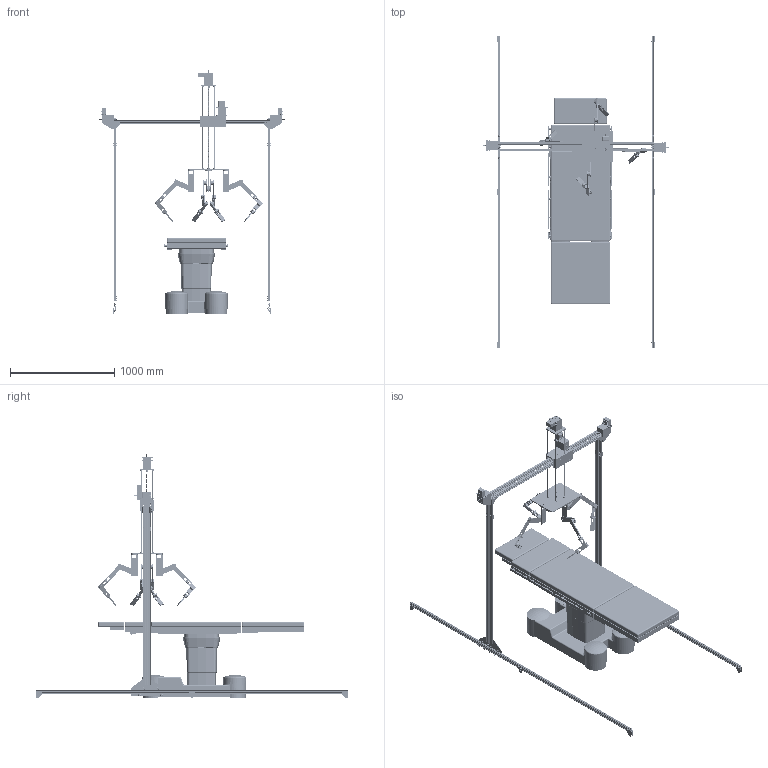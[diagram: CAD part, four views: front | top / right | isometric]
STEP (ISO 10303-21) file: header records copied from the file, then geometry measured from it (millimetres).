
FILE_DESCRIPTION( ( '' ), ' ' );
FILE_NAME( '5ad8bed94fc3fc0fc52cdf4c.step', '2018-04-19T16:07:56', ( '' ), ( '' ), ' ', ' ', ' ' );
FILE_SCHEMA( ( 'AUTOMOTIVE_DESIGN { 1 0 10303 214 1 1 1 1 }' ) );
Length unit declared in the file: metre
Products named in the file (237): 400P <1>; Part 20; Part 21; Encoder <1>; Label; Stepper motor (1) <1>; Screw; Aluminum ring; bigger ring; motor front plate; motor back plate; motor shaft and rotor; outside motor; Stepper motor <1>; Xtreme V Wheel (9) <11>; Eccentric Spacer 6mm; Nylon Insert Lock Nut M5; Precision Shim 10 x 5 x 1; Ball Bearing 5 x 16 x 5; Xtreme Solid V Wheel; Xtreme V Wheel (9) <6>; M5 x 10mm Screw with Tee Nut _1_ <2>; M5 x 10mm Screw; M5 Tee Nut; M5 x 10mm Screw with Tee Nut _1_ <1>; M5 x 10mm Screw with Tee Nut _1_ <3>; Robotic Arm <1>; Axis6; Axis5; Axis4; Axis3; Axis2; Axis1; Stepper motor (2) <1>; Xtreme V Wheel (9) <12>; Xtreme V Wheel (9) <9>; Xtreme V Wheel (9) <8>; Xtreme V Wheel (9) <4>; Xtreme V Wheel (9) <10>; Xtreme V Wheel (9) <2> ...
Assembly tree (730 placements, depth 8):
  Assem1
    Medical Operating Table <1>
      Part 1
      Part 2
      Part 3
      Part 4
      Part 5
      Part 6
      Part 7
      Part 8
      Part 9
    Gantry <1>
      90-degrees-plate-1 <1>
        Joining Plate 90 Degree
        M5 x 10mm Screw with Tee Nut _1_ <1>
          M5 x 10mm Screw
          M5 Tee Nut
        M5 x 10mm Screw with Tee Nut _1_ <2>
          M5 x 10mm Screw
          M5 Tee Nut
        M5 x 10mm Screw with Tee Nut _1_ <3>
          M5 x 10mm Screw
          M5 Tee Nut
        M5 x 10mm Screw with Tee Nut _1_ <4>
          M5 x 10mm Screw
          M5 Tee Nut
        M5 x 10mm Screw with Tee Nut _1_ <5>
          M5 x 10mm Screw
          M5 Tee Nut
      90-degrees-plate-1 <2>
        Joining Plate 90 Degree
        M5 x 10mm Screw with Tee Nut _1_ <1>
          M5 x 10mm Screw
          M5 Tee Nut
        M5 x 10mm Screw with Tee Nut _1_ <2>
          M5 x 10mm Screw
          M5 Tee Nut
        M5 x 10mm Screw with Tee Nut _1_ <3>
          M5 x 10mm Screw
          M5 Tee Nut
        M5 x 10mm Screw with Tee Nut _1_ <4>
          M5 x 10mm Screw
          M5 Tee Nut
        M5 x 10mm Screw with Tee Nut _1_ <5>
          M5 x 10mm Screw
          M5 Tee Nut
      90-degrees-plate-2^Gantry <1>
        Joining Plate 90 Degree
        M5 x 10mm Screw with Tee Nut _1_ <1>
          M5 x 10mm Screw
          M5 Tee Nut
        M5 x 10mm Screw with Tee Nut _1_ <2>
          M5 x 10mm Screw
          M5 Tee Nut
        M5 x 10mm Screw with Tee Nut _1_ <3>
          M5 x 10mm Screw
          M5 Tee Nut
        M5 x 10mm Screw with Tee Nut _1_ <4>
          M5 x 10mm Screw
          M5 Tee Nut
Bounding box: 1781.34 x 3000 x 2346.43 mm (x, y, z)
Volume: 230810980.6 mm3; surface area: 14896136.1 mm2
Topology: 547 solids, 547 shells, 14727 faces, 37646 edges, 24870 vertices
Faces by surface type: plane 8835, cylinder 4717, cone 886, torus 119, bspline 114, sphere 50, revolution 6
Full cylindrical faces by diameter (mm): 2 x24, 2.5 x6, 2.845 x16, 3.353 x16, 4 x52, 4.2 x28, 4.25 x30, 4.3 x16, 4.369 x16, 4.8 x102, 4.969 x4, 5 x336, 5.1 x88, 5.2 x6, 5.25 x32, 5.3 x30, 5.385 x16, 5.6 x102, 7.1 x6, 7.11 x30, 7.18 x10, 8 x13, 8.6 x120, 8.865 x4, 8.941 x4, 8.992 x4, 9 x2, 9.5 x90, 9.83 x4, 10 x76
Entity records: 188012 total; most frequent: CARTESIAN_POINT 75939, DIRECTION 18221, ORIENTED_EDGE 16170, EDGE_CURVE 8085, AXIS2_PLACEMENT_3D 6338, LINE 5539, VECTOR 5539, VERTEX_POINT 5489
